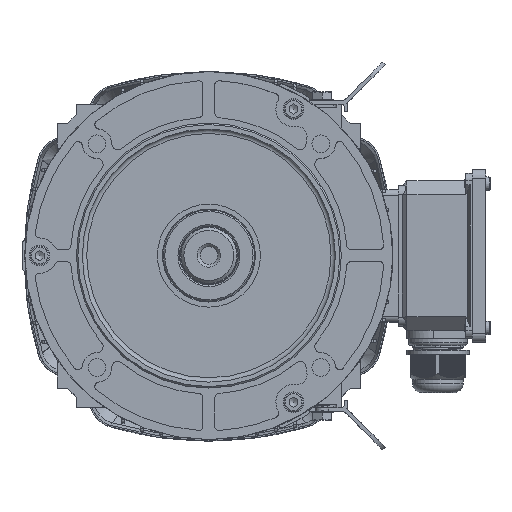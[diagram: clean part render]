
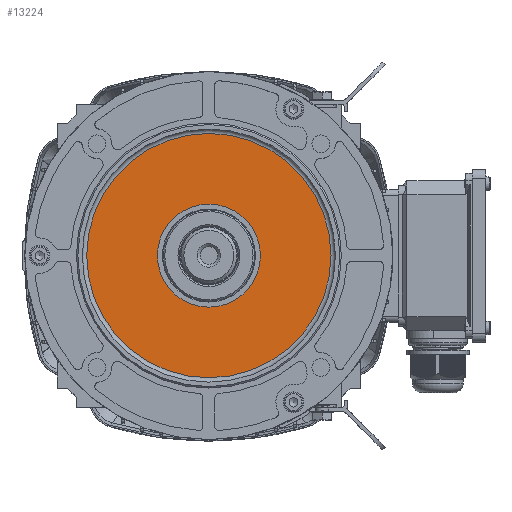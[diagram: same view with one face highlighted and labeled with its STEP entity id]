
A CAD part, top view. The second image highlights one B-rep face of the part: STEP entity #13224.
In plain terms, the highlighted planar face has unit normal (0, 0, 1).
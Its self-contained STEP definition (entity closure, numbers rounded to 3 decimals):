
#8193=FACE_BOUND('',#25149,.T.);
#8194=FACE_BOUND('',#25150,.T.);
#13224=ADVANCED_FACE('',(#8193,#8194),#17217,.F.);
#17217=PLANE('',#96850);
#25149=EDGE_LOOP('',(#43200));
#25150=EDGE_LOOP('',(#43201));
#29839=CIRCLE('',#96847,83.);
#29840=CIRCLE('',#96849,35.);
#43200=ORIENTED_EDGE('',*,*,#72172,.F.);
#43201=ORIENTED_EDGE('',*,*,#72171,.T.);
#61762=VERTEX_POINT('',#149257);
#61763=VERTEX_POINT('',#149260);
#72171=EDGE_CURVE('',#61762,#61762,#29839,.T.);
#72172=EDGE_CURVE('',#61763,#61763,#29840,.T.);
#96847=AXIS2_PLACEMENT_3D('',#149256,#111742,#111743);
#96849=AXIS2_PLACEMENT_3D('',#149259,#111746,#111747);
#96850=AXIS2_PLACEMENT_3D('',#149261,#111748,#111749);
#111742=DIRECTION('',(0.,0.,1.));
#111743=DIRECTION('',(0.,-1.,0.));
#111746=DIRECTION('',(0.,0.,1.));
#111747=DIRECTION('',(0.,-1.,0.));
#111748=DIRECTION('',(0.,0.,-1.));
#111749=DIRECTION('',(0.,1.,0.));
#149256=CARTESIAN_POINT('',(0.,0.,277.));
#149257=CARTESIAN_POINT('',(0.,-83.,277.));
#149259=CARTESIAN_POINT('',(0.,0.,277.));
#149260=CARTESIAN_POINT('',(0.,-35.,277.));
#149261=CARTESIAN_POINT('',(83.,0.,277.));
